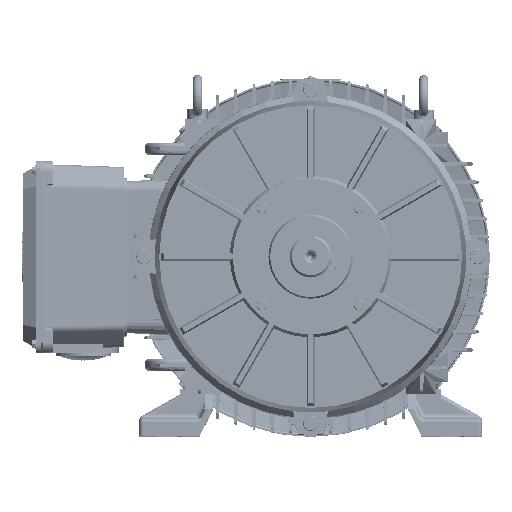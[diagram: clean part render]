
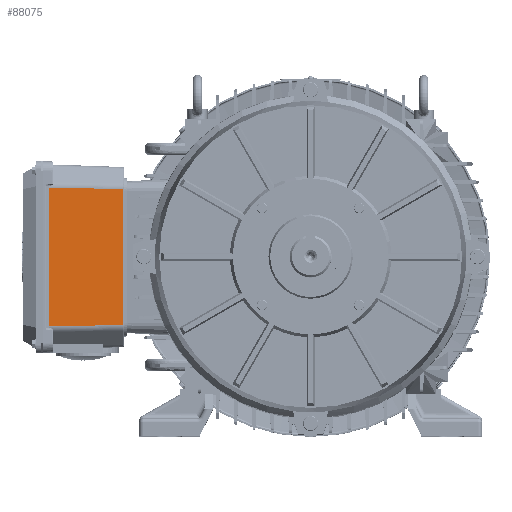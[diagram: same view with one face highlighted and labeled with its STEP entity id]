
A CAD part, top view. The second image highlights one B-rep face of the part: STEP entity #88075.
In plain terms, the highlighted face is planar.
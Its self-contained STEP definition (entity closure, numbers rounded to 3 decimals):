
#275 = VERTEX_POINT ( 'NONE', #199124 ) ;
#6676 = VERTEX_POINT ( 'NONE', #86189 ) ;
#10536 = CARTESIAN_POINT ( 'NONE',  ( 89.118, 71.79, 79.517 ) ) ;
#28134 = DIRECTION ( 'NONE',  ( 0.035, 0., -0.999 ) ) ;
#29822 = DIRECTION ( 'NONE',  ( 0., -1., 0. ) ) ;
#44176 = CARTESIAN_POINT ( 'NONE',  ( 91.68, 98.661, 6.163 ) ) ;
#44829 = VECTOR ( 'NONE', #29822, 1000. ) ;
#45587 = ORIENTED_EDGE ( 'NONE', *, *, #51620, .T. ) ;
#49999 = VERTEX_POINT ( 'NONE', #196123 ) ;
#51620 = EDGE_CURVE ( 'NONE', #49999, #142250, #145646, .T. ) ;
#64751 = VECTOR ( 'NONE', #158919, 1000. ) ;
#78165 = CARTESIAN_POINT ( 'NONE',  ( 91.792, 68.479, 2.952 ) ) ;
#80911 = DIRECTION ( 'NONE',  ( 0.035, -0.014, -0.999 ) ) ;
#86189 = CARTESIAN_POINT ( 'NONE',  ( 91.68, 68.433, 6.163 ) ) ;
#88075 = ADVANCED_FACE ( 'NONE', ( #191287 ), #104324, .T. ) ;
#88665 = VECTOR ( 'NONE', #80911, 1000. ) ;
#104324 = PLANE ( 'NONE',  #229414 ) ;
#105723 = EDGE_CURVE ( 'NONE', #6676, #275, #138369, .T. ) ;
#138369 = LINE ( 'NONE', #78165, #240488 ) ;
#142250 = VERTEX_POINT ( 'NONE', #177506 ) ;
#142847 = DIRECTION ( 'NONE',  ( 0.999, 0., 0.035 ) ) ;
#145646 = LINE ( 'NONE', #176414, #88665 ) ;
#157875 = ORIENTED_EDGE ( 'NONE', *, *, #160626, .F. ) ;
#158919 = DIRECTION ( 'NONE',  ( 0., -1., 0. ) ) ;
#160626 = EDGE_CURVE ( 'NONE', #6676, #142250, #166662, .T. ) ;
#166662 = LINE ( 'NONE', #44176, #64751 ) ;
#176414 = CARTESIAN_POINT ( 'NONE',  ( 91.719, -68.449, 5.026 ) ) ;
#177506 = CARTESIAN_POINT ( 'NONE',  ( 91.68, -68.433, 6.163 ) ) ;
#180618 = CARTESIAN_POINT ( 'NONE',  ( 91.79, 71.79, 3. ) ) ;
#185606 = EDGE_CURVE ( 'NONE', #275, #49999, #248779, .T. ) ;
#191287 = FACE_OUTER_BOUND ( 'NONE', #222213, .T. ) ;
#193036 = DIRECTION ( 'NONE',  ( -0.035, -0.014, 0.999 ) ) ;
#196123 = CARTESIAN_POINT ( 'NONE',  ( 89.118, -67.372, 79.517 ) ) ;
#196320 = ORIENTED_EDGE ( 'NONE', *, *, #105723, .T. ) ;
#199124 = CARTESIAN_POINT ( 'NONE',  ( 89.118, 67.372, 79.517 ) ) ;
#222213 = EDGE_LOOP ( 'NONE', ( #196320, #238685, #45587, #157875 ) ) ;
#229414 = AXIS2_PLACEMENT_3D ( 'NONE', #180618, #142847, #28134 ) ;
#238685 = ORIENTED_EDGE ( 'NONE', *, *, #185606, .T. ) ;
#240488 = VECTOR ( 'NONE', #193036, 1000. ) ;
#248779 = LINE ( 'NONE', #10536, #44829 ) ;
